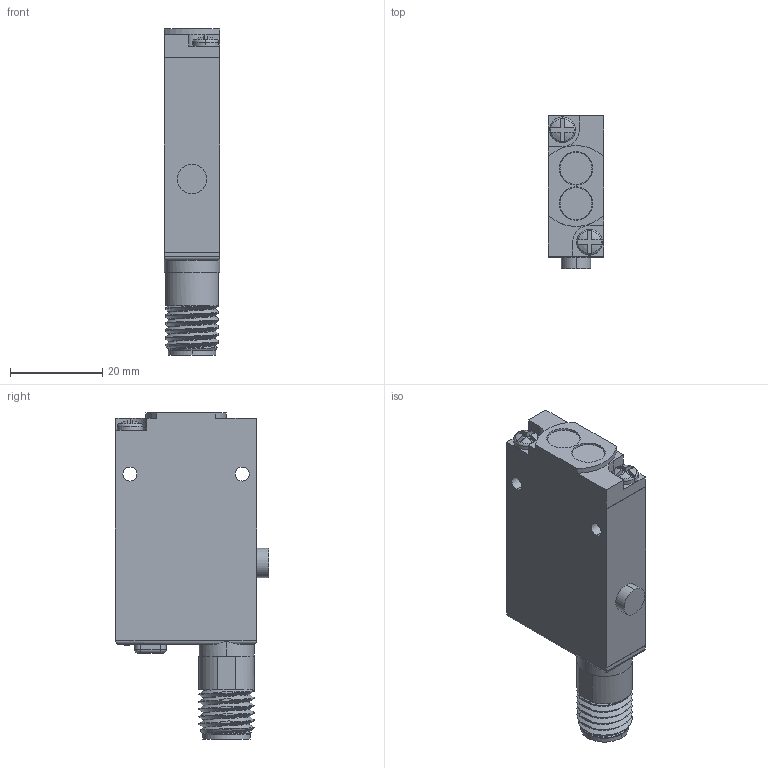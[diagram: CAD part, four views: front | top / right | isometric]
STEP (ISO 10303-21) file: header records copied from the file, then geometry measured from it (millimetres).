
FILE_DESCRIPTION((''),'2;1');
FILE_NAME('155296_SW','2010-12-03T',('banengservice'),('BANNER ENGINEERING'),'PRO/ENGINEER BY PARAMETRIC TECHNOLOGY CORPORATION, 2009141','PRO/ENGINEER BY PARAMETRIC TECHNOLOGY CORPORATION, 2009141','');
FILE_SCHEMA(('CONFIG_CONTROL_DESIGN'));
Length unit declared in the file: inch
Products named in the file (1): 155296_SW
Bounding box: 11.99 x 33.27 x 70.76 mm (x, y, z)
Volume: 7235 mm3; surface area: 12991 mm2
Topology: 1 solids, 3 shells, 597 faces, 1569 edges, 1014 vertices
Faces by surface type: plane 353, cylinder 176, bspline 26, cone 20, torus 14, sphere 8
Entity records: 24545 total; most frequent: CARTESIAN_POINT 9760, ORIENTED_EDGE 3138, DIRECTION 2972, EDGE_CURVE 1569, VERTEX_POINT 1014, AXIS2_PLACEMENT_3D 991, VECTOR 990, LINE 990
